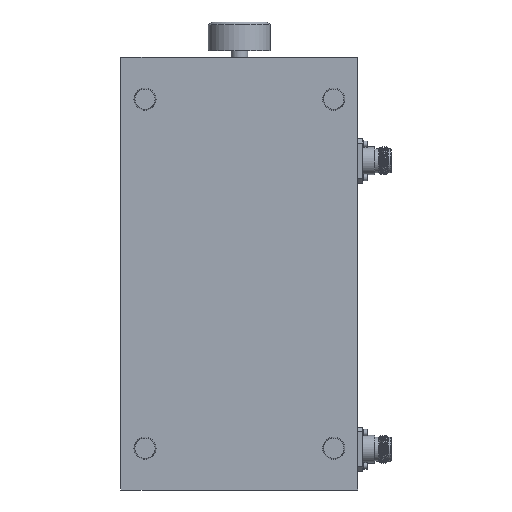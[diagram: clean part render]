
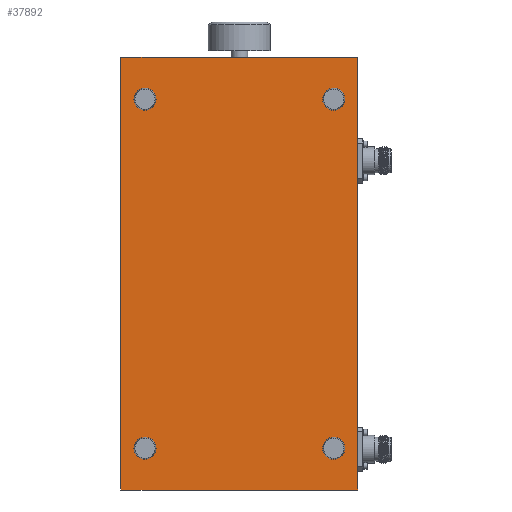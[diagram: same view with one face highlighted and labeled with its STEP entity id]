
A CAD part, front view. The second image highlights one B-rep face of the part: STEP entity #37892.
In plain terms, the highlighted planar face has unit normal (0, -1, 0).
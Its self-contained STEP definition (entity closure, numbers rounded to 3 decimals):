
#1378 = DIRECTION ( 'NONE',  ( 0., 0., 1. ) ) ;
#1823 = CARTESIAN_POINT ( 'NONE',  ( -2.127, -1.375, -3.686 ) ) ;
#2139 = CIRCLE ( 'NONE', #21787, 0.25 ) ;
#2189 = CARTESIAN_POINT ( 'NONE',  ( -2.128, -1.375, 4.186 ) ) ;
#4019 = EDGE_LOOP ( 'NONE', ( #30135 ) ) ;
#4681 = CARTESIAN_POINT ( 'NONE',  ( -2.67, -1.375, 4.875 ) ) ;
#5278 = EDGE_LOOP ( 'NONE', ( #35340, #19566, #32422, #47658 ) ) ;
#6700 = DIRECTION ( 'NONE',  ( 0., 0., 1. ) ) ;
#7016 = CARTESIAN_POINT ( 'NONE',  ( 2.67, -1.375, 4.875 ) ) ;
#8677 = DIRECTION ( 'NONE',  ( 0., 0., -1. ) ) ;
#9983 = AXIS2_PLACEMENT_3D ( 'NONE', #50053, #22920, #17699 ) ;
#10992 = DIRECTION ( 'NONE',  ( 0., -1., 0. ) ) ;
#10998 = EDGE_CURVE ( 'NONE', #13630, #13630, #2139, .T. ) ;
#12173 = EDGE_CURVE ( 'NONE', #38535, #38535, #59254, .T. ) ;
#12315 = AXIS2_PLACEMENT_3D ( 'NONE', #59188, #53654, #25615 ) ;
#12389 = ORIENTED_EDGE ( 'NONE', *, *, #15453, .F. ) ;
#13630 = VERTEX_POINT ( 'NONE', #46588 ) ;
#15453 = EDGE_CURVE ( 'NONE', #38843, #38843, #26053, .T. ) ;
#15751 = ORIENTED_EDGE ( 'NONE', *, *, #42638, .F. ) ;
#17699 = DIRECTION ( 'NONE',  ( 0., 0., 1. ) ) ;
#17952 = CARTESIAN_POINT ( 'NONE',  ( -2.67, -1.375, 4.875 ) ) ;
#18687 = DIRECTION ( 'NONE',  ( 1., 0., 0. ) ) ;
#19565 = CARTESIAN_POINT ( 'NONE',  ( 2.67, -1.375, 4.875 ) ) ;
#19566 = ORIENTED_EDGE ( 'NONE', *, *, #25257, .F. ) ;
#20541 = CARTESIAN_POINT ( 'NONE',  ( 2.128, -1.375, -3.936 ) ) ;
#21651 = EDGE_CURVE ( 'NONE', #43202, #31442, #46862, .T. ) ;
#21678 = VECTOR ( 'NONE', #33020, 39.37 ) ;
#21787 = AXIS2_PLACEMENT_3D ( 'NONE', #34950, #44479, #1378 ) ;
#21798 = CIRCLE ( 'NONE', #9983, 0.25 ) ;
#22274 = FACE_BOUND ( 'NONE', #53873, .T. ) ;
#22862 = CARTESIAN_POINT ( 'NONE',  ( -2.67, -1.375, -4.875 ) ) ;
#22920 = DIRECTION ( 'NONE',  ( 0., -1., 0. ) ) ;
#25212 = VERTEX_POINT ( 'NONE', #1823 ) ;
#25257 = EDGE_CURVE ( 'NONE', #48315, #51545, #27379, .T. ) ;
#25615 = DIRECTION ( 'NONE',  ( 0., 0., 1. ) ) ;
#26053 = CIRCLE ( 'NONE', #12315, 0.25 ) ;
#27212 = FACE_OUTER_BOUND ( 'NONE', #5278, .T. ) ;
#27379 = LINE ( 'NONE', #19565, #49142 ) ;
#29203 = CARTESIAN_POINT ( 'NONE',  ( -2.67, -1.375, 4.875 ) ) ;
#29754 = AXIS2_PLACEMENT_3D ( 'NONE', #20541, #10992, #6700 ) ;
#30135 = ORIENTED_EDGE ( 'NONE', *, *, #10998, .F. ) ;
#31442 = VERTEX_POINT ( 'NONE', #38783 ) ;
#32240 = ORIENTED_EDGE ( 'NONE', *, *, #12173, .F. ) ;
#32422 = ORIENTED_EDGE ( 'NONE', *, *, #57899, .F. ) ;
#32434 = CARTESIAN_POINT ( 'NONE',  ( 2.67, -1.375, -4.875 ) ) ;
#33020 = DIRECTION ( 'NONE',  ( 1., 0., 0. ) ) ;
#34175 = AXIS2_PLACEMENT_3D ( 'NONE', #17952, #36744, #55538 ) ;
#34950 = CARTESIAN_POINT ( 'NONE',  ( 2.127, -1.375, 3.936 ) ) ;
#35340 = ORIENTED_EDGE ( 'NONE', *, *, #59915, .T. ) ;
#36744 = DIRECTION ( 'NONE',  ( 0., 1., 0. ) ) ;
#37892 = ADVANCED_FACE ( 'NONE', ( #22274, #49692, #45069, #59846, #27212 ), #45990, .F. ) ;
#38045 = DIRECTION ( 'NONE',  ( 0., 0., -1. ) ) ;
#38535 = VERTEX_POINT ( 'NONE', #48103 ) ;
#38783 = CARTESIAN_POINT ( 'NONE',  ( -2.67, -1.375, -4.875 ) ) ;
#38843 = VERTEX_POINT ( 'NONE', #2189 ) ;
#42638 = EDGE_CURVE ( 'NONE', #25212, #25212, #21798, .T. ) ;
#43202 = VERTEX_POINT ( 'NONE', #29203 ) ;
#43306 = LINE ( 'NONE', #52537, #59888 ) ;
#44479 = DIRECTION ( 'NONE',  ( 0., -1., 0. ) ) ;
#45069 = FACE_BOUND ( 'NONE', #46255, .T. ) ;
#45990 = PLANE ( 'NONE',  #34175 ) ;
#46255 = EDGE_LOOP ( 'NONE', ( #12389 ) ) ;
#46588 = CARTESIAN_POINT ( 'NONE',  ( 2.127, -1.375, 4.186 ) ) ;
#46862 = LINE ( 'NONE', #4681, #55906 ) ;
#47658 = ORIENTED_EDGE ( 'NONE', *, *, #21651, .T. ) ;
#48103 = CARTESIAN_POINT ( 'NONE',  ( 2.128, -1.375, -3.686 ) ) ;
#48315 = VERTEX_POINT ( 'NONE', #7016 ) ;
#49142 = VECTOR ( 'NONE', #38045, 39.37 ) ;
#49692 = FACE_BOUND ( 'NONE', #54605, .T. ) ;
#50053 = CARTESIAN_POINT ( 'NONE',  ( -2.127, -1.375, -3.936 ) ) ;
#50895 = LINE ( 'NONE', #22862, #21678 ) ;
#51545 = VERTEX_POINT ( 'NONE', #32434 ) ;
#52537 = CARTESIAN_POINT ( 'NONE',  ( -2.67, -1.375, 4.875 ) ) ;
#53654 = DIRECTION ( 'NONE',  ( 0., -1., 0. ) ) ;
#53873 = EDGE_LOOP ( 'NONE', ( #15751 ) ) ;
#54605 = EDGE_LOOP ( 'NONE', ( #32240 ) ) ;
#55538 = DIRECTION ( 'NONE',  ( 0., 0., 1. ) ) ;
#55906 = VECTOR ( 'NONE', #8677, 39.37 ) ;
#57899 = EDGE_CURVE ( 'NONE', #43202, #48315, #43306, .T. ) ;
#59188 = CARTESIAN_POINT ( 'NONE',  ( -2.128, -1.375, 3.936 ) ) ;
#59254 = CIRCLE ( 'NONE', #29754, 0.25 ) ;
#59846 = FACE_BOUND ( 'NONE', #4019, .T. ) ;
#59888 = VECTOR ( 'NONE', #18687, 39.37 ) ;
#59915 = EDGE_CURVE ( 'NONE', #31442, #51545, #50895, .T. ) ;
